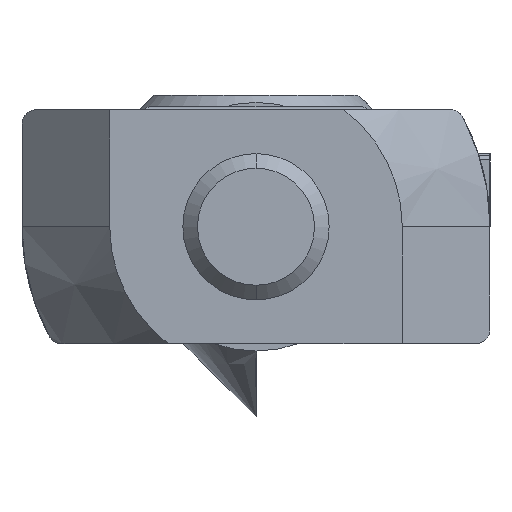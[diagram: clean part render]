
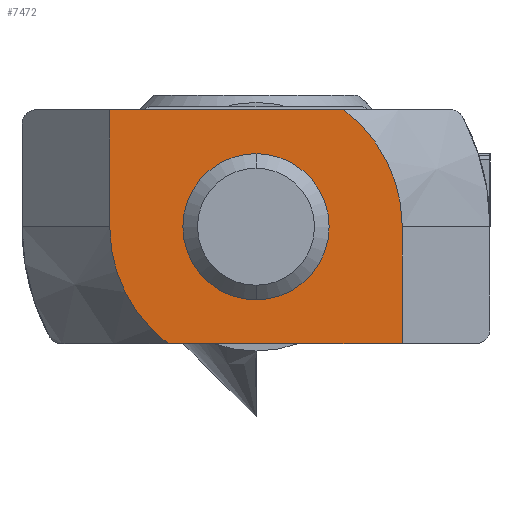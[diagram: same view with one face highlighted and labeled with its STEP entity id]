
A CAD part, front view. The second image highlights one B-rep face of the part: STEP entity #7472.
In plain terms, the highlighted face is planar.
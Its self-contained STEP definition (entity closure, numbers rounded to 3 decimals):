
#9 = CARTESIAN_POINT ( 'NONE',  ( 0., 0., 0. ) ) ;
#98 = CARTESIAN_POINT ( 'NONE',  ( 0., 0., 0. ) ) ;
#318 = DIRECTION ( 'NONE',  ( -1., 0., 0. ) ) ;
#410 = CARTESIAN_POINT ( 'NONE',  ( -5., 0., 0. ) ) ;
#433 = CARTESIAN_POINT ( 'NONE',  ( 5., 0., 0. ) ) ;
#551 = LINE ( 'NONE', #433, #2318 ) ;
#733 = DIRECTION ( 'NONE',  ( 0., 0., 1. ) ) ;
#753 = DIRECTION ( 'NONE',  ( 1., 0., 0. ) ) ;
#779 = LINE ( 'NONE', #9159, #4008 ) ;
#834 = AXIS2_PLACEMENT_3D ( 'NONE', #8576, #4260, #9280 ) ;
#837 = DIRECTION ( 'NONE',  ( 1., 0., 0. ) ) ;
#1019 = EDGE_CURVE ( 'NONE', #8535, #1316, #779, .T. ) ;
#1022 = DIRECTION ( 'NONE',  ( 0., 0., 1. ) ) ;
#1181 = DIRECTION ( 'NONE',  ( 0., -1., 0. ) ) ;
#1316 = VERTEX_POINT ( 'NONE', #3649 ) ;
#1664 = EDGE_LOOP ( 'NONE', ( #6595, #7025, #7377, #7798, #8151, #8570 ) ) ;
#2265 = EDGE_CURVE ( 'NONE', #2931, #1316, #2615, .T. ) ;
#2318 = VECTOR ( 'NONE', #1181, 1000. ) ;
#2615 = CIRCLE ( 'NONE', #9402, 5. ) ;
#2919 = AXIS2_PLACEMENT_3D ( 'NONE', #9, #5180, #753 ) ;
#2931 = VERTEX_POINT ( 'NONE', #9179 ) ;
#3104 = VECTOR ( 'NONE', #4527, 1000. ) ;
#3228 = EDGE_CURVE ( 'NONE', #4147, #8345, #9362, .T. ) ;
#3307 = AXIS2_PLACEMENT_3D ( 'NONE', #5166, #733, #5901 ) ;
#3334 = VERTEX_POINT ( 'NONE', #6695 ) ;
#3649 = CARTESIAN_POINT ( 'NONE',  ( 3., -4., 0. ) ) ;
#3978 = EDGE_CURVE ( 'NONE', #9167, #7895, #9228, .T. ) ;
#4008 = VECTOR ( 'NONE', #7122, 1000. ) ;
#4147 = VERTEX_POINT ( 'NONE', #8027 ) ;
#4260 = DIRECTION ( 'NONE',  ( 0., 0., -1. ) ) ;
#4527 = DIRECTION ( 'NONE',  ( 0., 1., 0. ) ) ;
#4566 = FACE_BOUND ( 'NONE', #5065, .T. ) ;
#4750 = CARTESIAN_POINT ( 'NONE',  ( -6.928, 4., 0. ) ) ;
#4977 = CARTESIAN_POINT ( 'NONE',  ( -3., 4., 0. ) ) ;
#5065 = EDGE_LOOP ( 'NONE', ( #5811, #6156 ) ) ;
#5166 = CARTESIAN_POINT ( 'NONE',  ( 0., 0., 0. ) ) ;
#5180 = DIRECTION ( 'NONE',  ( 0., 0., 1. ) ) ;
#5274 = DIRECTION ( 'NONE',  ( 0., 0., -1. ) ) ;
#5811 = ORIENTED_EDGE ( 'NONE', *, *, #6774, .T. ) ;
#5897 = AXIS2_PLACEMENT_3D ( 'NONE', #7573, #1022, #6166 ) ;
#5901 = DIRECTION ( 'NONE',  ( 1., 0., 0. ) ) ;
#6089 = EDGE_CURVE ( 'NONE', #3334, #7895, #8293, .T. ) ;
#6156 = ORIENTED_EDGE ( 'NONE', *, *, #3228, .T. ) ;
#6166 = DIRECTION ( 'NONE',  ( 1., 0., 0. ) ) ;
#6595 = ORIENTED_EDGE ( 'NONE', *, *, #6089, .F. ) ;
#6625 = VECTOR ( 'NONE', #318, 1000. ) ;
#6695 = CARTESIAN_POINT ( 'NONE',  ( 5., 4., 0. ) ) ;
#6774 = EDGE_CURVE ( 'NONE', #8345, #4147, #7045, .T. ) ;
#7025 = ORIENTED_EDGE ( 'NONE', *, *, #7820, .T. ) ;
#7045 = CIRCLE ( 'NONE', #2919, 2.5 ) ;
#7122 = DIRECTION ( 'NONE',  ( 1., 0., 0. ) ) ;
#7377 = ORIENTED_EDGE ( 'NONE', *, *, #2265, .T. ) ;
#7405 = CARTESIAN_POINT ( 'NONE',  ( -5., 0., 0. ) ) ;
#7472 = ADVANCED_FACE ( 'NONE', ( #4566, #8586 ), #8284, .F. ) ;
#7573 = CARTESIAN_POINT ( 'NONE',  ( 0., 0., 0. ) ) ;
#7798 = ORIENTED_EDGE ( 'NONE', *, *, #1019, .F. ) ;
#7820 = EDGE_CURVE ( 'NONE', #3334, #2931, #551, .T. ) ;
#7895 = VERTEX_POINT ( 'NONE', #4977 ) ;
#8027 = CARTESIAN_POINT ( 'NONE',  ( -2.5, 0., 0. ) ) ;
#8151 = ORIENTED_EDGE ( 'NONE', *, *, #8426, .T. ) ;
#8284 = PLANE ( 'NONE',  #5897 ) ;
#8293 = LINE ( 'NONE', #4750, #6625 ) ;
#8345 = VERTEX_POINT ( 'NONE', #8692 ) ;
#8426 = EDGE_CURVE ( 'NONE', #8535, #9167, #8870, .T. ) ;
#8535 = VERTEX_POINT ( 'NONE', #8955 ) ;
#8570 = ORIENTED_EDGE ( 'NONE', *, *, #3978, .T. ) ;
#8576 = CARTESIAN_POINT ( 'NONE',  ( 0., 0., 0. ) ) ;
#8586 = FACE_OUTER_BOUND ( 'NONE', #1664, .T. ) ;
#8692 = CARTESIAN_POINT ( 'NONE',  ( 2.5, 0., 0. ) ) ;
#8870 = LINE ( 'NONE', #7405, #3104 ) ;
#8955 = CARTESIAN_POINT ( 'NONE',  ( -5., -4., 0. ) ) ;
#9159 = CARTESIAN_POINT ( 'NONE',  ( -8., -4., 0. ) ) ;
#9167 = VERTEX_POINT ( 'NONE', #410 ) ;
#9179 = CARTESIAN_POINT ( 'NONE',  ( 5., 0., 0. ) ) ;
#9228 = CIRCLE ( 'NONE', #834, 5. ) ;
#9280 = DIRECTION ( 'NONE',  ( 1., 0., 0. ) ) ;
#9362 = CIRCLE ( 'NONE', #3307, 2.5 ) ;
#9402 = AXIS2_PLACEMENT_3D ( 'NONE', #98, #5274, #837 ) ;
